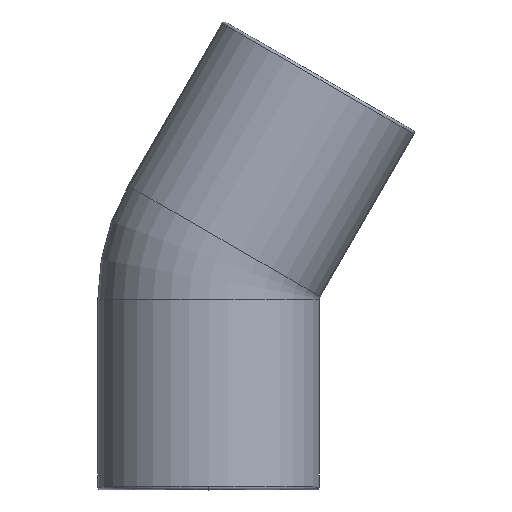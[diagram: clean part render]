
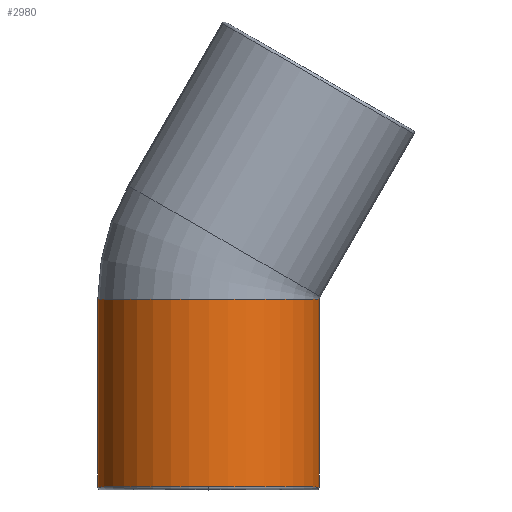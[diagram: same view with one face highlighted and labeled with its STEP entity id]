
A CAD part, top view. The second image highlights one B-rep face of the part: STEP entity #2980.
In plain terms, the highlighted cylindrical face has radius 20 mm (diameter 40 mm), a partial arc.
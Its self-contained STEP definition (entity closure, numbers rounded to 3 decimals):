
#320 = VERTEX_POINT ( 'NONE', #2333 ) ;
#434 = ORIENTED_EDGE ( 'NONE', *, *, #2143, .F. ) ;
#589 = DIRECTION ( 'NONE',  ( 0., 1., 0. ) ) ;
#629 = VERTEX_POINT ( 'NONE', #730 ) ;
#730 = CARTESIAN_POINT ( 'NONE',  ( -20., 0.5, 0. ) ) ;
#934 = CARTESIAN_POINT ( 'NONE',  ( -20., 0., 0. ) ) ;
#1001 = CARTESIAN_POINT ( 'NONE',  ( 0., 0., 0. ) ) ;
#1003 = DIRECTION ( 'NONE',  ( 0., 1., 0. ) ) ;
#1072 = FACE_OUTER_BOUND ( 'NONE', #3868, .T. ) ;
#1121 = EDGE_CURVE ( 'NONE', #320, #2509, #1888, .T. ) ;
#1566 = EDGE_CURVE ( 'NONE', #629, #320, #3512, .T. ) ;
#1634 = EDGE_CURVE ( 'NONE', #629, #2703, #4646, .T. ) ;
#1653 = AXIS2_PLACEMENT_3D ( 'NONE', #1919, #2943, #4434 ) ;
#1697 = DIRECTION ( 'NONE',  ( 0., 1., 0. ) ) ;
#1716 = LINE ( 'NONE', #3199, #2321 ) ;
#1888 = CIRCLE ( 'NONE', #1653, 20. ) ;
#1919 = CARTESIAN_POINT ( 'NONE',  ( 0., 0.5, 0. ) ) ;
#2076 = EDGE_CURVE ( 'NONE', #2509, #4621, #1716, .T. ) ;
#2143 = EDGE_CURVE ( 'NONE', #2703, #4621, #4344, .T. ) ;
#2229 = CARTESIAN_POINT ( 'NONE',  ( 20., 0.5, 0. ) ) ;
#2321 = VECTOR ( 'NONE', #1003, 1000. ) ;
#2333 = CARTESIAN_POINT ( 'NONE',  ( 0., 0.5, 20. ) ) ;
#2385 = ORIENTED_EDGE ( 'NONE', *, *, #1566, .T. ) ;
#2495 = DIRECTION ( 'NONE',  ( 0., 0., 1. ) ) ;
#2509 = VERTEX_POINT ( 'NONE', #2229 ) ;
#2562 = CYLINDRICAL_SURFACE ( 'NONE', #2868, 20. ) ;
#2637 = ORIENTED_EDGE ( 'NONE', *, *, #2076, .T. ) ;
#2649 = CARTESIAN_POINT ( 'NONE',  ( 20., 34.373, 0. ) ) ;
#2703 = VERTEX_POINT ( 'NONE', #3247 ) ;
#2729 = ORIENTED_EDGE ( 'NONE', *, *, #1634, .F. ) ;
#2792 = CARTESIAN_POINT ( 'NONE',  ( 0., 0.5, 0. ) ) ;
#2868 = AXIS2_PLACEMENT_3D ( 'NONE', #1001, #4713, #3957 ) ;
#2943 = DIRECTION ( 'NONE',  ( 0., 1., 0. ) ) ;
#2980 = ADVANCED_FACE ( 'NONE', ( #1072 ), #2562, .T. ) ;
#3199 = CARTESIAN_POINT ( 'NONE',  ( 20., 0., 0. ) ) ;
#3247 = CARTESIAN_POINT ( 'NONE',  ( -20., 34.373, 0. ) ) ;
#3512 = CIRCLE ( 'NONE', #4777, 20. ) ;
#3798 = AXIS2_PLACEMENT_3D ( 'NONE', #4013, #589, #2495 ) ;
#3868 = EDGE_LOOP ( 'NONE', ( #2385, #4607, #2637, #434, #2729 ) ) ;
#3957 = DIRECTION ( 'NONE',  ( -1., 0., 0. ) ) ;
#3991 = VECTOR ( 'NONE', #4329, 1000. ) ;
#4013 = CARTESIAN_POINT ( 'NONE',  ( 0., 34.373, 0. ) ) ;
#4016 = DIRECTION ( 'NONE',  ( 0., 0., 1. ) ) ;
#4329 = DIRECTION ( 'NONE',  ( 0., 1., 0. ) ) ;
#4344 = CIRCLE ( 'NONE', #3798, 20. ) ;
#4434 = DIRECTION ( 'NONE',  ( 0., 0., 1. ) ) ;
#4607 = ORIENTED_EDGE ( 'NONE', *, *, #1121, .T. ) ;
#4621 = VERTEX_POINT ( 'NONE', #2649 ) ;
#4646 = LINE ( 'NONE', #934, #3991 ) ;
#4713 = DIRECTION ( 'NONE',  ( 0., 1., 0. ) ) ;
#4777 = AXIS2_PLACEMENT_3D ( 'NONE', #2792, #1697, #4016 ) ;
